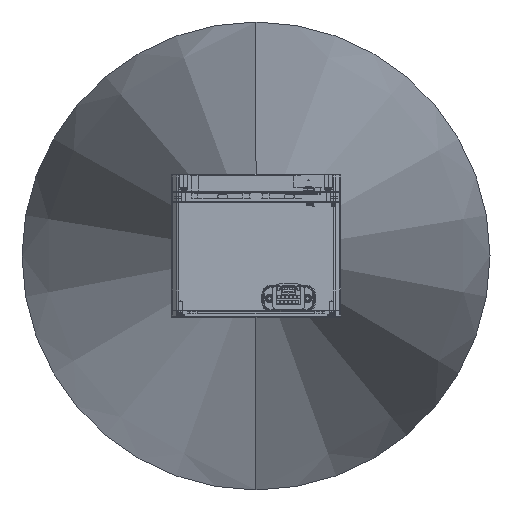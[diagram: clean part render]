
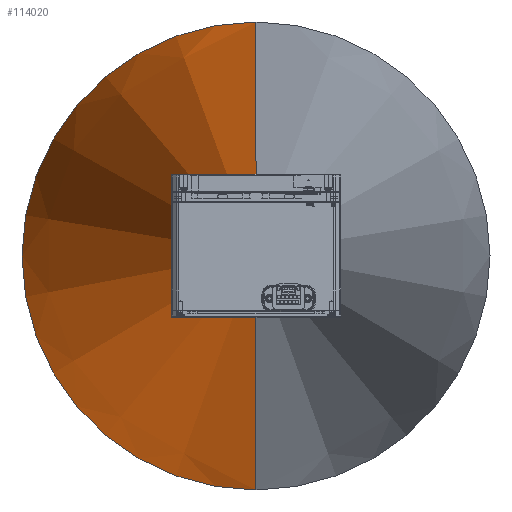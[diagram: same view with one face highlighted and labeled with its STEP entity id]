
A CAD part, top view. The second image highlights one B-rep face of the part: STEP entity #114020.
In plain terms, the highlighted conical face has half-angle 7.5 degrees and reference radius 92.541 mm.
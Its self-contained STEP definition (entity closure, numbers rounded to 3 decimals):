
#113969=CARTESIAN_POINT('',(0.,2.05,-57.5));
#113970=DIRECTION('',(0.,0.,1.));
#113971=DIRECTION('',(0.,1.,0.));
#113972=AXIS2_PLACEMENT_3D('',#113969,#113970,#113971);
#113974=CARTESIAN_POINT('',(0.,2.05,-1000.));
#113975=DIRECTION('',(0.,0.,-1.));
#113976=DIRECTION('',(0.,-1.,0.));
#113977=AXIS2_PLACEMENT_3D('',#113974,#113975,#113976);
#113979=DIRECTION('',(0.,0.131,-0.991));
#113980=VECTOR('',#113979,950.633);
#113981=CARTESIAN_POINT('',(0.,32.55,-57.5));
#113982=LINE('',#113981,#113980);
#113988=DIRECTION('',(0.,0.131,0.991));
#113989=VECTOR('',#113988,950.633);
#113990=CARTESIAN_POINT('',(0.,-152.532,-1000.));
#113991=LINE('',#113990,#113989);
#113997=CARTESIAN_POINT('',(0.,32.55,-57.5));
#113998=CARTESIAN_POINT('',(0.,-28.45,-57.5));
#113999=VERTEX_POINT('',#113997);
#114000=VERTEX_POINT('',#113998);
#114001=CARTESIAN_POINT('',(0.,-152.532,-1000.));
#114002=CARTESIAN_POINT('',(0.,156.632,-1000.));
#114003=VERTEX_POINT('',#114001);
#114004=VERTEX_POINT('',#114002);
#114005=CARTESIAN_POINT('',(0.,2.05,-528.75));
#114006=DIRECTION('',(0.,0.,-1.));
#114007=DIRECTION('',(0.,1.,0.));
#114008=AXIS2_PLACEMENT_3D('',#114005,#114006,#114007);
#114009=CONICAL_SURFACE('',#114008,92.541,7.5);
#114011=ORIENTED_EDGE('',*,*,#114010,.F.);
#114013=ORIENTED_EDGE('',*,*,#114012,.T.);
#114015=ORIENTED_EDGE('',*,*,#114014,.F.);
#114017=ORIENTED_EDGE('',*,*,#114016,.T.);
#114018=EDGE_LOOP('',(#114011,#114013,#114015,#114017));
#114019=FACE_OUTER_BOUND('',#114018,.F.);
#114020=ADVANCED_FACE('',(#114019),#114009,.T.);
#113973=CIRCLE('',#113972,30.5);
#113978=CIRCLE('',#113977,154.582);
#114010=EDGE_CURVE('',#113999,#114004,#113982,.T.);
#114012=EDGE_CURVE('',#113999,#114000,#113973,.T.);
#114014=EDGE_CURVE('',#114003,#114000,#113991,.T.);
#114016=EDGE_CURVE('',#114003,#114004,#113978,.T.);
